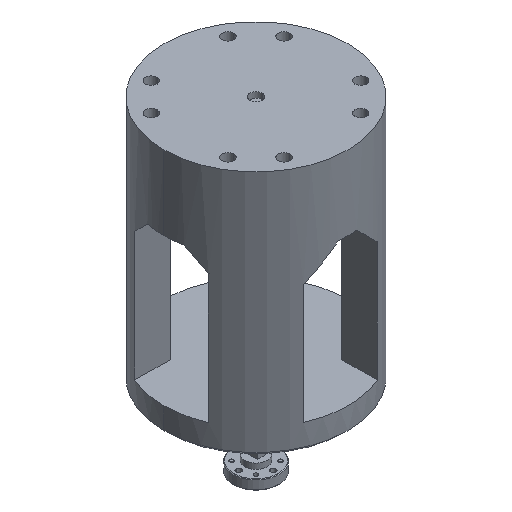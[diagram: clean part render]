
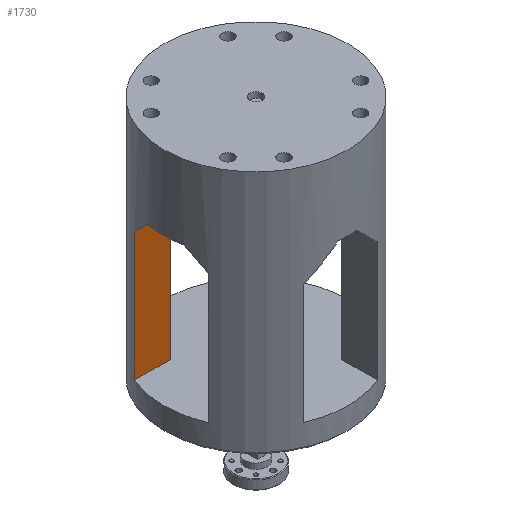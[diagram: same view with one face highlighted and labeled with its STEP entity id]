
A CAD part, isometric view. The second image highlights one B-rep face of the part: STEP entity #1730.
In plain terms, the highlighted planar face has unit normal (0, -1, 0).
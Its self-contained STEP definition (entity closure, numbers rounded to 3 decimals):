
#285 = CARTESIAN_POINT ( 'NONE',  ( 0., 15.24, -82.07 ) ) ;
#1730 = ADVANCED_FACE ( 'NONE', ( #11924 ), #27312, .T. ) ;
#1882 = EDGE_CURVE ( 'NONE', #26440, #8623, #28024, .T. ) ;
#2362 = VECTOR ( 'NONE', #22886, 1000. ) ;
#3159 = DIRECTION ( 'NONE',  ( 0., 0., 1. ) ) ;
#3980 = DIRECTION ( 'NONE',  ( -1., 0., 0. ) ) ;
#5104 = CARTESIAN_POINT ( 'NONE',  ( -34.919, 15.24, -82.07 ) ) ;
#5618 = CARTESIAN_POINT ( 'NONE',  ( -34.919, 15.24, 63.5 ) ) ;
#5651 = VECTOR ( 'NONE', #3159, 1000. ) ;
#6206 = LINE ( 'NONE', #5618, #14211 ) ;
#7278 = DIRECTION ( 'NONE',  ( 0., 0., -1. ) ) ;
#7718 = CARTESIAN_POINT ( 'NONE',  ( -20.32, 15.24, -61.682 ) ) ;
#8253 = CARTESIAN_POINT ( 'NONE',  ( -20.32, 15.24, 63.5 ) ) ;
#8622 = CARTESIAN_POINT ( 'NONE',  ( -34.919, 15.24, 10.16 ) ) ;
#8623 = VERTEX_POINT ( 'NONE', #8253 ) ;
#9049 = CARTESIAN_POINT ( 'NONE',  ( -34.919, 15.24, 63.5 ) ) ;
#10003 = ORIENTED_EDGE ( 'NONE', *, *, #14230, .F. ) ;
#10340 = EDGE_CURVE ( 'NONE', #8623, #23601, #6206, .T. ) ;
#10840 = ORIENTED_EDGE ( 'NONE', *, *, #10340, .T. ) ;
#11924 = FACE_OUTER_BOUND ( 'NONE', #19603, .T. ) ;
#13075 = VERTEX_POINT ( 'NONE', #8622 ) ;
#14211 = VECTOR ( 'NONE', #3980, 1000. ) ;
#14230 = EDGE_CURVE ( 'NONE', #13075, #23601, #19007, .T. ) ;
#15198 = EDGE_CURVE ( 'NONE', #26440, #13075, #18279, .T. ) ;
#16274 = DIRECTION ( 'NONE',  ( 0., -1., 0. ) ) ;
#16846 = ORIENTED_EDGE ( 'NONE', *, *, #15198, .F. ) ;
#17548 = DIRECTION ( 'NONE',  ( 0., 0., 1. ) ) ;
#18279 = LINE ( 'NONE', #20789, #2362 ) ;
#18399 = ORIENTED_EDGE ( 'NONE', *, *, #1882, .T. ) ;
#19007 = LINE ( 'NONE', #5104, #5651 ) ;
#19603 = EDGE_LOOP ( 'NONE', ( #16846, #18399, #10840, #10003 ) ) ;
#20789 = CARTESIAN_POINT ( 'NONE',  ( 0., 15.24, 10.16 ) ) ;
#21932 = CARTESIAN_POINT ( 'NONE',  ( -20.32, 15.24, 10.16 ) ) ;
#22886 = DIRECTION ( 'NONE',  ( -1., 0., 0. ) ) ;
#23601 = VERTEX_POINT ( 'NONE', #9049 ) ;
#26440 = VERTEX_POINT ( 'NONE', #21932 ) ;
#26461 = VECTOR ( 'NONE', #17548, 1000. ) ;
#27312 = PLANE ( 'NONE',  #29353 ) ;
#28024 = LINE ( 'NONE', #7718, #26461 ) ;
#29353 = AXIS2_PLACEMENT_3D ( 'NONE', #285, #16274, #7278 ) ;
